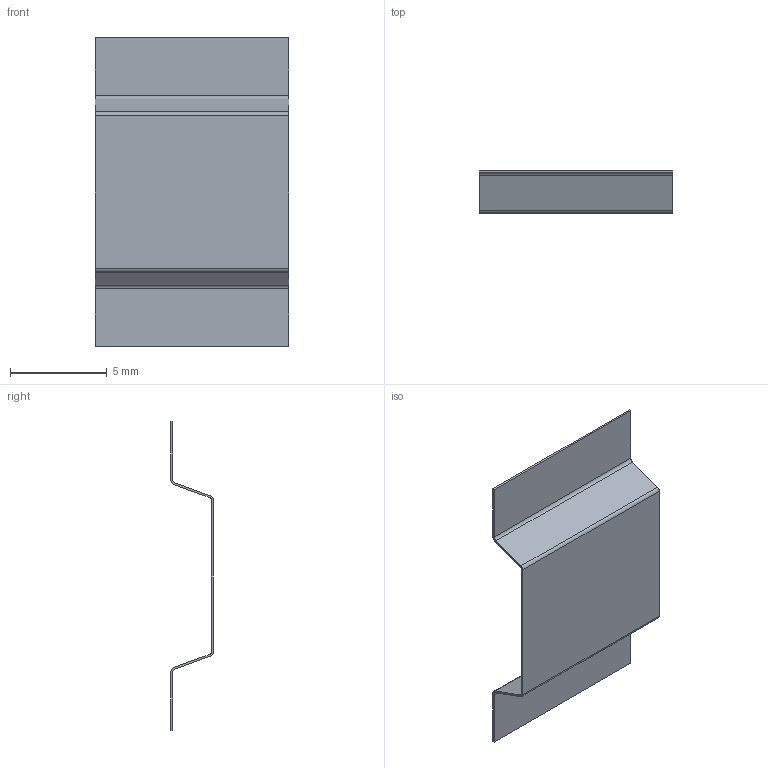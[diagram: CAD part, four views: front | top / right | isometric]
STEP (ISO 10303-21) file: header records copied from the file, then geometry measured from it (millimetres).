
FILE_DESCRIPTION(/* description */ (''),/* implementation_level */ '2;1');
FILE_NAME(/* name */ 'bat_contacts_v2_contact.stp',/* time_stamp */ '2025-06-16T22:21:50+02:00',/* author */ ('David'),/* organization */ (''),/* preprocessor_version */ 'ST-DEVELOPER v20',/* originating_system */ 'Autodesk Inventor 2024',/* authorisation */ '');
FILE_SCHEMA (('AUTOMOTIVE_DESIGN { 1 0 10303 214 3 1 1 }'));
Length unit declared in the file: millimetre
Products named in the file (1): bat_contacts_v2_contact
Bounding box: 10 x 2.2 x 16 mm (x, y, z)
Volume: 18.8 mm3; surface area: 381.7 mm2
Topology: 1 solids, 1 shells, 38 faces, 76 edges, 40 vertices
Faces by surface type: plane 30, cylinder 8
Entity records: 983 total; most frequent: DIRECTION 170, CARTESIAN_POINT 155, ORIENTED_EDGE 152, EDGE_CURVE 76, LINE 60, VECTOR 60, AXIS2_PLACEMENT_3D 55, VERTEX_POINT 40
